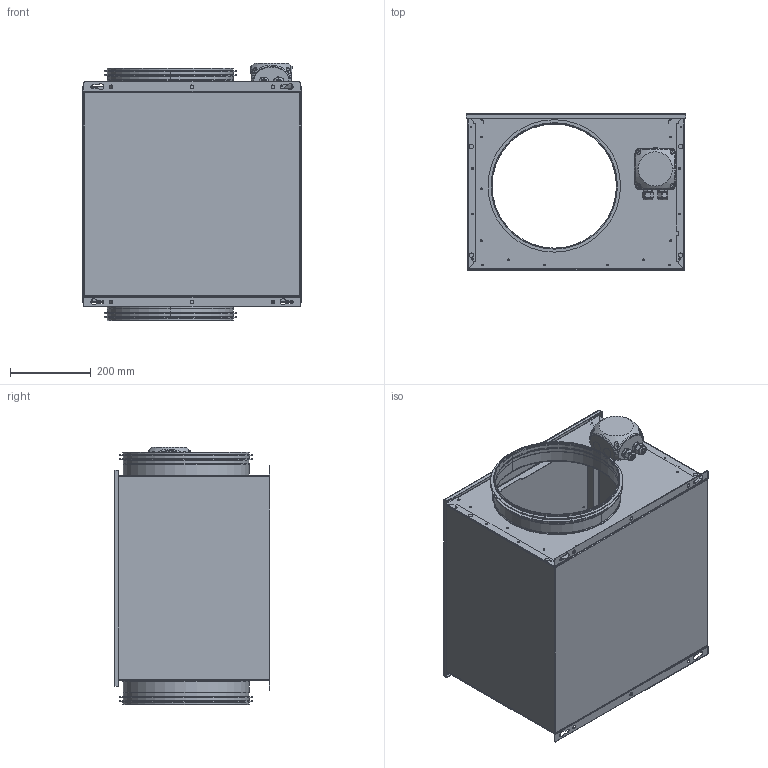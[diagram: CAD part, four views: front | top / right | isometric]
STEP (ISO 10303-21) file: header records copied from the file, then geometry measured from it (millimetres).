
FILE_DESCRIPTION (( 'STEP AP203' ), '1' );
FILE_NAME ('167346_00_ISOR315ECK01_step.step', '2023-04-17T10:28:10', ( '' ), ( '' ), 'SwSTEP 2.0', 'SolidWorks 2021', '' );
FILE_SCHEMA (( 'CONFIG_CONTROL_DESIGN' ));
Length unit declared in the file: millimetre
Products named in the file (1): 167346_00_ISOR315ECK01_step
Bounding box: 546 x 386.8 x 638.5 mm (x, y, z)
Surface area: 3067169 mm2 (no closed solid volume)
Topology: 0 solids, 41 shells, 575 faces, 1872 edges, 1326 vertices
Faces by surface type: cylinder 291, plane 155, torus 58, bspline 41, cone 30
Entity records: 128660 total; most frequent: CARTESIAN_POINT 111996, DIRECTION 3556, ORIENTED_EDGE 3006, EDGE_CURVE 1872, AXIS2_PLACEMENT_3D 1368, VERTEX_POINT 1326, CIRCLE 833, VECTOR 820
